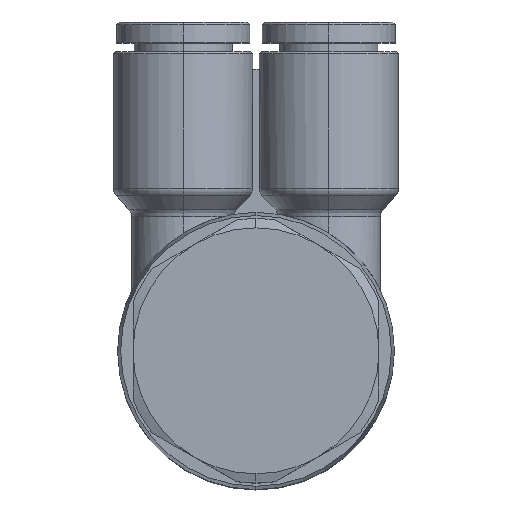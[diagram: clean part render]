
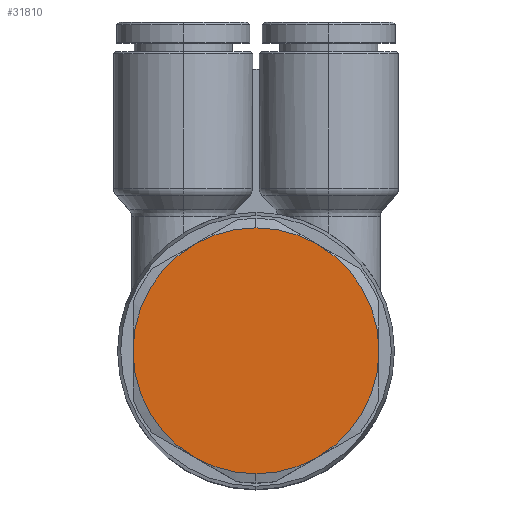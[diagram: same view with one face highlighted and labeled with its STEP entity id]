
A CAD part, top view. The second image highlights one B-rep face of the part: STEP entity #31810.
In plain terms, the highlighted planar face has unit normal (0, 0, 1).
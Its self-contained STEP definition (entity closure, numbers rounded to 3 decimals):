
#3363=CARTESIAN_POINT('',(-3.5,7.1,16.0));
#3364=VERTEX_POINT('',#3363);
#3372=CARTESIAN_POINT('',(-1.892,1.1,16.));
#3373=VERTEX_POINT('',#3372);
#3387=CARTESIAN_POINT('',(8.5,7.1,16.));
#3388=DIRECTION('',(0.0,0.0,1.0));
#3389=DIRECTION('',(-1.0,0.0,0.0));
#3390=AXIS2_PLACEMENT_3D('',#3387,#3388,#3389);
#3391=CIRCLE('',#3390,12.);
#3392=EDGE_CURVE('',#3364,#3373,#3391,.T.);
#3402=CARTESIAN_POINT('',(20.5,7.1,16.0));
#3403=VERTEX_POINT('',#3402);
#3410=CARTESIAN_POINT('',(18.892,1.1,16.));
#3411=VERTEX_POINT('',#3410);
#3412=CARTESIAN_POINT('',(8.5,7.1,16.));
#3413=DIRECTION('',(0.0,0.0,1.0));
#3414=DIRECTION('',(-1.0,0.0,0.0));
#3415=AXIS2_PLACEMENT_3D('',#3412,#3413,#3414);
#3416=CIRCLE('',#3415,12.);
#3417=EDGE_CURVE('',#3411,#3403,#3416,.T.);
#31140=CARTESIAN_POINT('',(8.5,-4.9,16.));
#31141=VERTEX_POINT('',#31140);
#31177=CARTESIAN_POINT('',(8.5,7.1,16.));
#31178=DIRECTION('',(0.0,0.0,1.0));
#31179=DIRECTION('',(-1.0,0.0,0.0));
#31180=AXIS2_PLACEMENT_3D('',#31177,#31178,#31179);
#31181=CIRCLE('',#31180,12.);
#31182=EDGE_CURVE('',#31141,#3411,#31181,.T.);
#31229=CARTESIAN_POINT('',(8.5,7.1,16.));
#31230=DIRECTION('',(0.0,0.0,1.0));
#31231=DIRECTION('',(-1.0,0.0,0.0));
#31232=AXIS2_PLACEMENT_3D('',#31229,#31230,#31231);
#31233=CIRCLE('',#31232,12.);
#31234=EDGE_CURVE('',#3373,#31141,#31233,.T.);
#31254=CARTESIAN_POINT('',(18.892,13.1,16.));
#31255=VERTEX_POINT('',#31254);
#31269=CARTESIAN_POINT('',(8.5,7.1,16.));
#31270=DIRECTION('',(0.0,0.0,1.0));
#31271=DIRECTION('',(-1.0,0.0,0.0));
#31272=AXIS2_PLACEMENT_3D('',#31269,#31270,#31271);
#31273=CIRCLE('',#31272,12.);
#31274=EDGE_CURVE('',#3403,#31255,#31273,.T.);
#31308=CARTESIAN_POINT('',(8.5,19.1,16.));
#31309=VERTEX_POINT('',#31308);
#31323=CARTESIAN_POINT('',(8.5,7.1,16.));
#31324=DIRECTION('',(0.0,0.0,1.0));
#31325=DIRECTION('',(-1.0,0.0,0.0));
#31326=AXIS2_PLACEMENT_3D('',#31323,#31324,#31325);
#31327=CIRCLE('',#31326,12.);
#31328=EDGE_CURVE('',#31255,#31309,#31327,.T.);
#31338=CARTESIAN_POINT('',(-1.892,13.1,16.));
#31339=VERTEX_POINT('',#31338);
#31355=CARTESIAN_POINT('',(8.5,7.1,16.));
#31356=DIRECTION('',(0.0,0.0,1.0));
#31357=DIRECTION('',(-1.0,0.0,0.0));
#31358=AXIS2_PLACEMENT_3D('',#31355,#31356,#31357);
#31359=CIRCLE('',#31358,12.);
#31360=EDGE_CURVE('',#31309,#31339,#31359,.T.);
#31393=CARTESIAN_POINT('',(8.5,7.1,16.));
#31394=DIRECTION('',(0.0,0.0,1.0));
#31395=DIRECTION('',(-1.0,0.0,0.0));
#31396=AXIS2_PLACEMENT_3D('',#31393,#31394,#31395);
#31397=CIRCLE('',#31396,12.);
#31398=EDGE_CURVE('',#31339,#3364,#31397,.T.);
#31795=CARTESIAN_POINT('',(3.05,7.1,16.));
#31796=DIRECTION('',(0.0,0.0,1.0));
#31797=DIRECTION('',(-1.0,0.0,0.0));
#31798=AXIS2_PLACEMENT_3D('',#31795,#31796,#31797);
#31799=PLANE('',#31798);
#31800=ORIENTED_EDGE('',*,*,#3417,.T.);
#31801=ORIENTED_EDGE('',*,*,#31274,.T.);
#31802=ORIENTED_EDGE('',*,*,#31328,.T.);
#31803=ORIENTED_EDGE('',*,*,#31360,.T.);
#31804=ORIENTED_EDGE('',*,*,#31398,.T.);
#31805=ORIENTED_EDGE('',*,*,#3392,.T.);
#31806=ORIENTED_EDGE('',*,*,#31234,.T.);
#31807=ORIENTED_EDGE('',*,*,#31182,.T.);
#31808=EDGE_LOOP('',(#31800,#31801,#31802,#31803,#31804,#31805,#31806,#31807));
#31809=FACE_OUTER_BOUND('',#31808,.T.);
#31810=ADVANCED_FACE('',(#31809),#31799,.T.);
